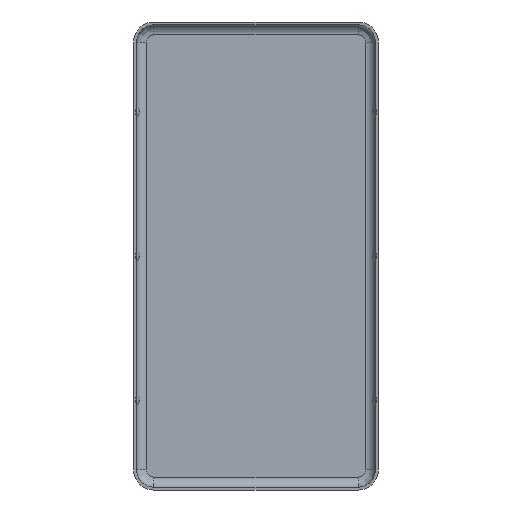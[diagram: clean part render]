
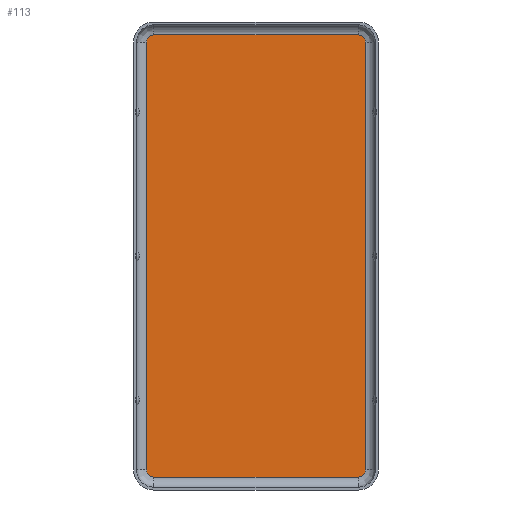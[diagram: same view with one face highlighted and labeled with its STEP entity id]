
A CAD part, front view. The second image highlights one B-rep face of the part: STEP entity #113.
In plain terms, the highlighted planar face has unit normal (0, -1, 0).
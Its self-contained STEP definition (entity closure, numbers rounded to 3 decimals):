
#113 = ADVANCED_FACE( 'NONE', ( #269 ), #270, .T. );
#269 = FACE_OUTER_BOUND( '', #494, .T. );
#270 = PLANE( '', #495 );
#494 = EDGE_LOOP( '', ( #905, #906, #907, #908, #909, #910, #911, #912 ) );
#495 = AXIS2_PLACEMENT_3D( '', #913, #914, #915 );
#905 = ORIENTED_EDGE( '', *, *, #1291, .F. );
#906 = ORIENTED_EDGE( '', *, *, #1292, .F. );
#907 = ORIENTED_EDGE( '', *, *, #1293, .F. );
#908 = ORIENTED_EDGE( '', *, *, #1294, .T. );
#909 = ORIENTED_EDGE( '', *, *, #1295, .T. );
#910 = ORIENTED_EDGE( '', *, *, #1269, .F. );
#911 = ORIENTED_EDGE( '', *, *, #1296, .T. );
#912 = ORIENTED_EDGE( '', *, *, #1297, .T. );
#913 = CARTESIAN_POINT( '', ( 7.1, -0.2, -14.85 ) );
#914 = DIRECTION( '', ( 0., -1., 0. ) );
#915 = DIRECTION( '', ( 0., 0., -1. ) );
#1269 = EDGE_CURVE( 'NONE', #1469, #1471, #1472, .T. );
#1291 = EDGE_CURVE( 'NONE', #1506, #1507, #1508, .T. );
#1292 = EDGE_CURVE( 'NONE', #1509, #1506, #1510, .T. );
#1293 = EDGE_CURVE( 'NONE', #1511, #1509, #1512, .T. );
#1294 = EDGE_CURVE( 'NONE', #1511, #1513, #1514, .T. );
#1295 = EDGE_CURVE( 'NONE', #1513, #1471, #1515, .T. );
#1296 = EDGE_CURVE( 'NONE', #1469, #1516, #1517, .T. );
#1297 = EDGE_CURVE( 'NONE', #1516, #1507, #1518, .T. );
#1469 = VERTEX_POINT( 'NONE', #1728 );
#1471 = VERTEX_POINT( 'NONE', #1730 );
#1472 = CIRCLE( '', #1731, 0.5 );
#1506 = VERTEX_POINT( 'NONE', #1773 );
#1507 = VERTEX_POINT( 'NONE', #1774 );
#1508 = LINE( '', #1775, #1776 );
#1509 = VERTEX_POINT( 'NONE', #1777 );
#1510 = CIRCLE( '', #1778, 0.5 );
#1511 = VERTEX_POINT( 'NONE', #1779 );
#1512 = LINE( '', #1780, #1781 );
#1513 = VERTEX_POINT( 'NONE', #1782 );
#1514 = CIRCLE( '', #1783, 0.5 );
#1515 = LINE( '', #1784, #1785 );
#1516 = VERTEX_POINT( 'NONE', #1786 );
#1517 = LINE( '', #1787, #1788 );
#1518 = CIRCLE( '', #1789, 0.5 );
#1728 = CARTESIAN_POINT( '', ( -7.6, -0.2, 14.85 ) );
#1730 = CARTESIAN_POINT( '', ( -7.1, -0.2, 15.35 ) );
#1731 = AXIS2_PLACEMENT_3D( '', #2016, #2017, #2018 );
#1773 = CARTESIAN_POINT( '', ( 7.1, -0.2, -15.35 ) );
#1774 = CARTESIAN_POINT( '', ( -7.1, -0.2, -15.35 ) );
#1775 = CARTESIAN_POINT( '', ( 7.1, -0.2, -15.35 ) );
#1776 = VECTOR( '', #2051, 1000. );
#1777 = CARTESIAN_POINT( '', ( 7.6, -0.2, -14.85 ) );
#1778 = AXIS2_PLACEMENT_3D( '', #2052, #2053, #2054 );
#1779 = CARTESIAN_POINT( '', ( 7.6, -0.2, 14.85 ) );
#1780 = CARTESIAN_POINT( '', ( 7.6, -0.2, 0. ) );
#1781 = VECTOR( '', #2055, 1000. );
#1782 = CARTESIAN_POINT( '', ( 7.1, -0.2, 15.35 ) );
#1783 = AXIS2_PLACEMENT_3D( '', #2056, #2057, #2058 );
#1784 = CARTESIAN_POINT( '', ( 7.1, -0.2, 15.35 ) );
#1785 = VECTOR( '', #2059, 1000. );
#1786 = CARTESIAN_POINT( '', ( -7.6, -0.2, -14.85 ) );
#1787 = CARTESIAN_POINT( '', ( -7.6, -0.2, 0. ) );
#1788 = VECTOR( '', #2060, 1000. );
#1789 = AXIS2_PLACEMENT_3D( '', #2061, #2062, #2063 );
#2016 = CARTESIAN_POINT( '', ( -7.1, -0.2, 14.85 ) );
#2017 = DIRECTION( '', ( 0., 1., 0. ) );
#2018 = DIRECTION( '', ( -1., 0., 0. ) );
#2051 = DIRECTION( '', ( -1., 0., 0. ) );
#2052 = CARTESIAN_POINT( '', ( 7.1, -0.2, -14.85 ) );
#2053 = DIRECTION( '', ( 0., 1., 0. ) );
#2054 = DIRECTION( '', ( 1., 0., 0. ) );
#2055 = DIRECTION( '', ( 0., 0., -1. ) );
#2056 = CARTESIAN_POINT( '', ( 7.1, -0.2, 14.85 ) );
#2057 = DIRECTION( '', ( 0., -1., 0. ) );
#2058 = DIRECTION( '', ( 1., 0., 0. ) );
#2059 = DIRECTION( '', ( -1., 0., 0. ) );
#2060 = DIRECTION( '', ( 0., 0., -1. ) );
#2061 = CARTESIAN_POINT( '', ( -7.1, -0.2, -14.85 ) );
#2062 = DIRECTION( '', ( 0., -1., 0. ) );
#2063 = DIRECTION( '', ( -1., 0., 0. ) );
